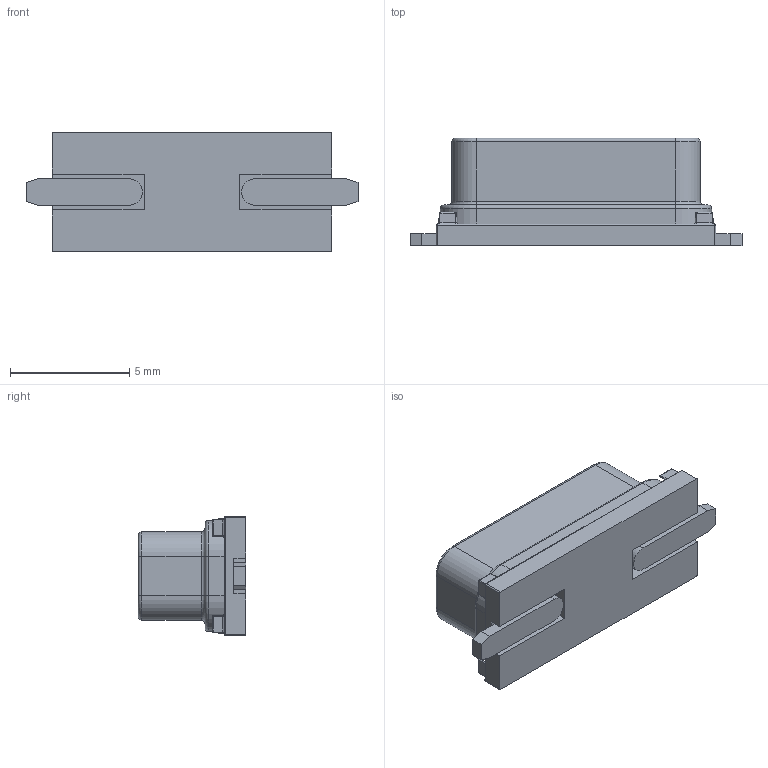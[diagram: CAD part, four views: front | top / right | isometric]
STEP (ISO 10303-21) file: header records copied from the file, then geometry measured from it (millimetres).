
FILE_DESCRIPTION (( 'STEP AP214' ), '1' );
FILE_NAME ('User Library-HC49_Crystal_SM.STEP', '2014-12-21T05:11:43', ( 'Windows User' ), ( '' ), 'SwSTEP 2.0', 'SolidWorks 2015', '' );
FILE_SCHEMA (( 'AUTOMOTIVE_DESIGN' ));
Length unit declared in the file: millimetre
Products named in the file (1): User Library-HC49_Crystal_SM
Bounding box: 13.9 x 4.51 x 5 mm (x, y, z)
Volume: 198.3 mm3; surface area: 268.7 mm2
Topology: 1 solids, 3 shells, 234 faces, 565 edges, 331 vertices
Faces by surface type: plane 89, cylinder 54, bspline 35, torus 34, cone 18, sphere 4
Entity records: 12764 total; most frequent: CARTESIAN_POINT 5460, ORIENTED_EDGE 1094, DIRECTION 1022, EDGE_CURVE 547, AXIS2_PLACEMENT_3D 359, VERTEX_POINT 331, VECTOR 304, LINE 304
